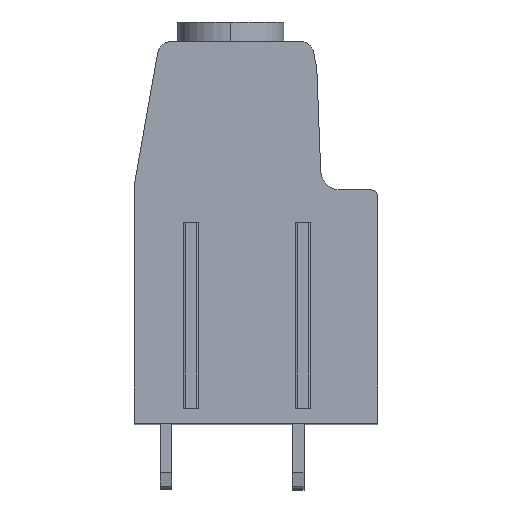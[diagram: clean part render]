
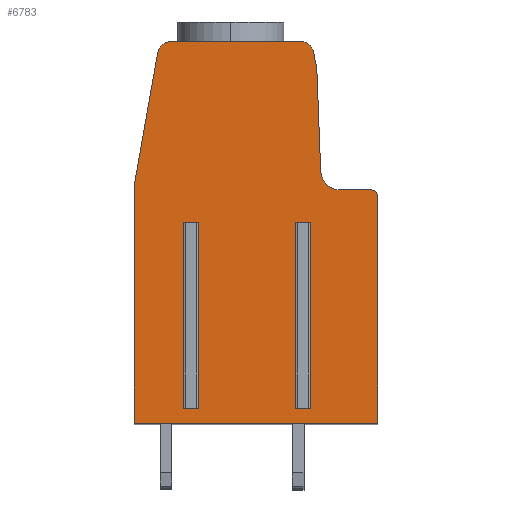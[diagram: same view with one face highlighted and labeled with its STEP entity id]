
A CAD part, top view. The second image highlights one B-rep face of the part: STEP entity #6783.
In plain terms, the highlighted planar face has unit normal (0, 0, 1).
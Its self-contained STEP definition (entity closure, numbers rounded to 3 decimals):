
#986=CARTESIAN_POINT('',(3.429,13.65,5.08));
#987=DIRECTION('',(0.,0.,1.));
#988=DIRECTION('',(0.978,0.208,0.));
#989=AXIS2_PLACEMENT_3D('',#986,#987,#988);
#991=DIRECTION('',(-0.208,0.978,0.));
#992=VECTOR('',#991,0.978);
#993=CARTESIAN_POINT('',(4.611,12.902,5.08));
#994=LINE('',#993,#992);
#995=CARTESIAN_POINT('',(1.676,12.278,5.08));
#996=DIRECTION('',(0.,0.,1.));
#997=DIRECTION('',(0.999,0.038,0.));
#998=AXIS2_PLACEMENT_3D('',#995,#996,#997);
#1000=DIRECTION('',(-0.038,0.999,0.));
#1001=VECTOR('',#1000,7.706);
#1002=CARTESIAN_POINT('',(4.97,4.692,5.08));
#1003=LINE('',#1002,#1001);
#1004=CARTESIAN_POINT('',(6.469,4.75,5.08));
#1005=DIRECTION('',(0.,0.,-1.));
#1006=DIRECTION('',(0.,-1.,0.));
#1007=AXIS2_PLACEMENT_3D('',#1004,#1005,#1006);
#1009=DIRECTION('',(-1.,0.,0.));
#1010=VECTOR('',#1009,2.381);
#1011=CARTESIAN_POINT('',(8.85,3.25,5.08));
#1012=LINE('',#1011,#1010);
#1013=CARTESIAN_POINT('',(8.85,2.75,5.08));
#1014=DIRECTION('',(0.,0.,1.));
#1015=DIRECTION('',(1.,0.,0.));
#1016=AXIS2_PLACEMENT_3D('',#1013,#1014,#1015);
#1018=DIRECTION('',(0.,1.,0.));
#1019=VECTOR('',#1018,17.4);
#1020=CARTESIAN_POINT('',(9.35,-14.65,5.08));
#1021=LINE('',#1020,#1019);
#1022=DIRECTION('',(1.,0.,0.));
#1023=VECTOR('',#1022,18.7);
#1024=CARTESIAN_POINT('',(-9.35,-14.65,5.08));
#1025=LINE('',#1024,#1023);
#1026=DIRECTION('',(0.,-1.,0.));
#1027=VECTOR('',#1026,18.25);
#1028=CARTESIAN_POINT('',(-9.35,3.6,5.08));
#1029=LINE('',#1028,#1027);
#1030=DIRECTION('',(-0.174,-0.985,0.));
#1031=VECTOR('',#1030,10.381);
#1032=CARTESIAN_POINT('',(-7.547,13.824,5.08));
#1033=LINE('',#1032,#1031);
#1034=CARTESIAN_POINT('',(-6.562,13.65,5.08));
#1035=DIRECTION('',(0.,0.,1.));
#1036=DIRECTION('',(0.,1.,0.));
#1037=AXIS2_PLACEMENT_3D('',#1034,#1035,#1036);
#1039=DIRECTION('',(-1.,0.,0.));
#1040=VECTOR('',#1039,9.992);
#1041=CARTESIAN_POINT('',(3.429,14.65,5.08));
#1042=LINE('',#1041,#1040);
#1043=DIRECTION('',(1.,0.,0.));
#1044=VECTOR('',#1043,0.65);
#1045=CARTESIAN_POINT('',(-5.325,0.75,5.08));
#1046=LINE('',#1045,#1044);
#1047=DIRECTION('',(0.,1.,0.));
#1048=VECTOR('',#1047,14.25);
#1049=CARTESIAN_POINT('',(-5.325,-13.5,5.08));
#1050=LINE('',#1049,#1048);
#1051=DIRECTION('',(1.,0.,0.));
#1052=VECTOR('',#1051,0.65);
#1053=CARTESIAN_POINT('',(-5.325,-13.5,5.08));
#1054=LINE('',#1053,#1052);
#1055=DIRECTION('',(0.,1.,0.));
#1056=VECTOR('',#1055,14.25);
#1057=CARTESIAN_POINT('',(-4.675,-13.5,5.08));
#1058=LINE('',#1057,#1056);
#1059=DIRECTION('',(1.,0.,0.));
#1060=VECTOR('',#1059,0.65);
#1061=CARTESIAN_POINT('',(3.275,0.75,5.08));
#1062=LINE('',#1061,#1060);
#1063=DIRECTION('',(0.,1.,0.));
#1064=VECTOR('',#1063,14.25);
#1065=CARTESIAN_POINT('',(3.275,-13.5,5.08));
#1066=LINE('',#1065,#1064);
#1067=DIRECTION('',(1.,0.,0.));
#1068=VECTOR('',#1067,0.65);
#1069=CARTESIAN_POINT('',(3.275,-13.5,5.08));
#1070=LINE('',#1069,#1068);
#1071=DIRECTION('',(0.,1.,0.));
#1072=VECTOR('',#1071,14.25);
#1073=CARTESIAN_POINT('',(3.925,-13.5,5.08));
#1074=LINE('',#1073,#1072);
#4471=CARTESIAN_POINT('',(-6.562,14.65,5.08));
#4472=CARTESIAN_POINT('',(-7.547,13.824,5.08));
#4473=VERTEX_POINT('',#4471);
#4474=VERTEX_POINT('',#4472);
#4475=CARTESIAN_POINT('',(-9.35,3.6,5.08));
#4476=VERTEX_POINT('',#4475);
#4477=CARTESIAN_POINT('',(-9.35,-14.65,5.08));
#4478=VERTEX_POINT('',#4477);
#4479=CARTESIAN_POINT('',(9.35,-14.65,5.08));
#4480=VERTEX_POINT('',#4479);
#4481=CARTESIAN_POINT('',(6.469,3.25,5.08));
#4482=CARTESIAN_POINT('',(4.97,4.692,5.08));
#4483=VERTEX_POINT('',#4481);
#4484=VERTEX_POINT('',#4482);
#4491=CARTESIAN_POINT('',(4.408,13.858,5.08));
#4492=VERTEX_POINT('',#4491);
#4493=CARTESIAN_POINT('',(3.429,14.65,5.08));
#4494=VERTEX_POINT('',#4493);
#4499=CARTESIAN_POINT('',(4.674,12.393,5.08));
#4500=VERTEX_POINT('',#4499);
#4501=CARTESIAN_POINT('',(4.611,12.902,5.08));
#4502=VERTEX_POINT('',#4501);
#4507=CARTESIAN_POINT('',(9.35,2.75,5.08));
#4508=VERTEX_POINT('',#4507);
#4509=CARTESIAN_POINT('',(8.85,3.25,5.08));
#4510=VERTEX_POINT('',#4509);
#4591=CARTESIAN_POINT('',(-5.325,0.75,5.08));
#4592=CARTESIAN_POINT('',(-4.675,0.75,5.08));
#4593=VERTEX_POINT('',#4591);
#4594=VERTEX_POINT('',#4592);
#4595=CARTESIAN_POINT('',(3.275,0.75,5.08));
#4596=CARTESIAN_POINT('',(3.925,0.75,5.08));
#4597=VERTEX_POINT('',#4595);
#4598=VERTEX_POINT('',#4596);
#4599=CARTESIAN_POINT('',(3.925,-13.5,5.08));
#4600=VERTEX_POINT('',#4599);
#4601=CARTESIAN_POINT('',(3.275,-13.5,5.08));
#4602=VERTEX_POINT('',#4601);
#4603=CARTESIAN_POINT('',(-4.675,-13.5,5.08));
#4604=VERTEX_POINT('',#4603);
#4605=CARTESIAN_POINT('',(-5.325,-13.5,5.08));
#4606=VERTEX_POINT('',#4605);
#6743=CARTESIAN_POINT('',(0.,0.,5.08));
#6744=DIRECTION('',(0.,0.,1.));
#6745=DIRECTION('',(1.,0.,0.));
#6746=AXIS2_PLACEMENT_3D('',#6743,#6744,#6745);
#6747=PLANE('',#6746);
#6748=ORIENTED_EDGE('',*,*,#6448,.F.);
#6749=ORIENTED_EDGE('',*,*,#6463,.F.);
#6750=ORIENTED_EDGE('',*,*,#6476,.F.);
#6751=ORIENTED_EDGE('',*,*,#6491,.F.);
#6752=ORIENTED_EDGE('',*,*,#6504,.F.);
#6753=ORIENTED_EDGE('',*,*,#6517,.F.);
#6754=ORIENTED_EDGE('',*,*,#6532,.F.);
#6755=ORIENTED_EDGE('',*,*,#6546,.F.);
#6756=ORIENTED_EDGE('',*,*,#6027,.F.);
#6757=ORIENTED_EDGE('',*,*,#6344,.F.);
#6758=ORIENTED_EDGE('',*,*,#6358,.F.);
#6759=ORIENTED_EDGE('',*,*,#6372,.F.);
#6760=ORIENTED_EDGE('',*,*,#6385,.F.);
#6761=EDGE_LOOP('',(#6748,#6749,#6750,#6751,#6752,#6753,#6754,#6755,#6756,#6757,
#6758,#6759,#6760));
#6762=FACE_OUTER_BOUND('',#6761,.F.);
#6764=ORIENTED_EDGE('',*,*,#6763,.F.);
#6766=ORIENTED_EDGE('',*,*,#6765,.F.);
#6768=ORIENTED_EDGE('',*,*,#6767,.T.);
#6770=ORIENTED_EDGE('',*,*,#6769,.T.);
#6771=EDGE_LOOP('',(#6764,#6766,#6768,#6770));
#6772=FACE_BOUND('',#6771,.F.);
#6774=ORIENTED_EDGE('',*,*,#6773,.F.);
#6776=ORIENTED_EDGE('',*,*,#6775,.F.);
#6778=ORIENTED_EDGE('',*,*,#6777,.T.);
#6780=ORIENTED_EDGE('',*,*,#6779,.T.);
#6781=EDGE_LOOP('',(#6774,#6776,#6778,#6780));
#6782=FACE_BOUND('',#6781,.F.);
#990=CIRCLE('',#989,1.);
#999=CIRCLE('',#998,3.);
#1008=CIRCLE('',#1007,1.5);
#1017=CIRCLE('',#1016,0.5);
#1038=CIRCLE('',#1037,1.);
#6027=EDGE_CURVE('',#4478,#4480,#1025,.T.);
#6344=EDGE_CURVE('',#4476,#4478,#1029,.T.);
#6358=EDGE_CURVE('',#4474,#4476,#1033,.T.);
#6372=EDGE_CURVE('',#4473,#4474,#1038,.T.);
#6385=EDGE_CURVE('',#4494,#4473,#1042,.T.);
#6448=EDGE_CURVE('',#4492,#4494,#990,.T.);
#6463=EDGE_CURVE('',#4502,#4492,#994,.T.);
#6476=EDGE_CURVE('',#4500,#4502,#999,.T.);
#6491=EDGE_CURVE('',#4484,#4500,#1003,.T.);
#6504=EDGE_CURVE('',#4483,#4484,#1008,.T.);
#6517=EDGE_CURVE('',#4510,#4483,#1012,.T.);
#6532=EDGE_CURVE('',#4508,#4510,#1017,.T.);
#6546=EDGE_CURVE('',#4480,#4508,#1021,.T.);
#6763=EDGE_CURVE('',#4593,#4594,#1046,.T.);
#6765=EDGE_CURVE('',#4606,#4593,#1050,.T.);
#6767=EDGE_CURVE('',#4606,#4604,#1054,.T.);
#6769=EDGE_CURVE('',#4604,#4594,#1058,.T.);
#6773=EDGE_CURVE('',#4597,#4598,#1062,.T.);
#6775=EDGE_CURVE('',#4602,#4597,#1066,.T.);
#6777=EDGE_CURVE('',#4602,#4600,#1070,.T.);
#6779=EDGE_CURVE('',#4600,#4598,#1074,.T.);
#6783=ADVANCED_FACE('',(#6762,#6772,#6782),#6747,.T.);
